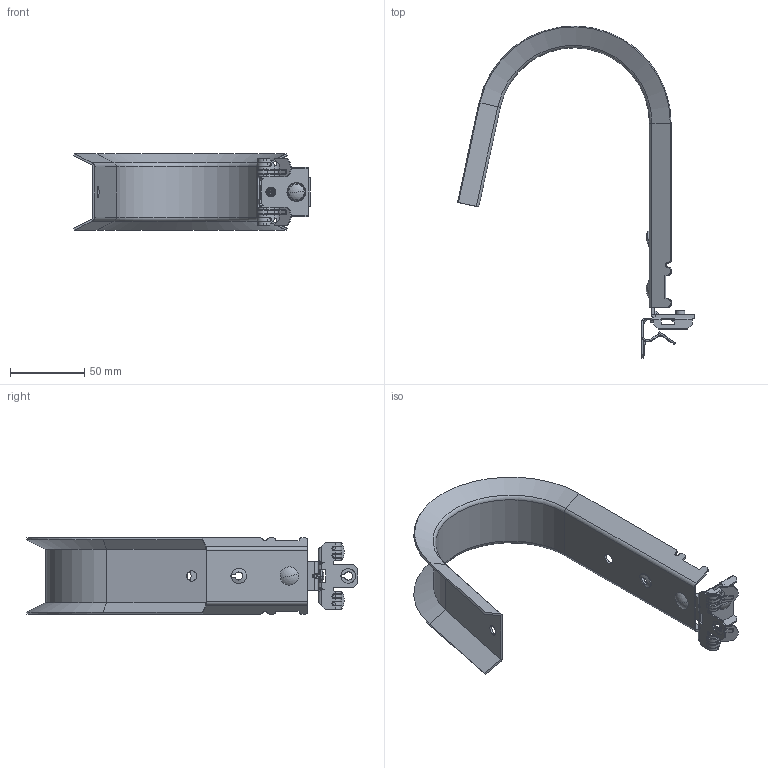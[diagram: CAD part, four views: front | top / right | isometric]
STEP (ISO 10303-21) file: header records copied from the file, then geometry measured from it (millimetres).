
FILE_DESCRIPTION (( 'STEP AP203' ), '1' );
FILE_NAME ('WJH64ACM24.STEP', '2024-03-05T08:39:49', ( '' ), ( '' ), 'SwSTEP 2.0', 'SolidWorks 2021', '' );
FILE_SCHEMA (( 'CONFIG_CONTROL_DESIGN' ));
Length unit declared in the file: millimetre
Products named in the file (5): AC.step; WJH64ACM24; WJH64.step; oval head semi-tubular rivets gb_GB_CONNECTING_PIECE_RIVET_OHSR 6X7; WM24.step
Assembly tree (5 placements, depth 2):
  WJH64ACM24
    AC.step
    oval head semi-tubular rivets gb_GB_CONNECTING_PIECE_RIVET_OHSR 6X7  x2
    WJH64.step
    WM24.step
Bounding box: 159.62 x 223.59 x 51.43 mm (x, y, z)
Volume: 36656.3 mm3; surface area: 56985.3 mm2
Topology: 5 solids, 5 shells, 413 faces, 1060 edges, 653 vertices
Faces by surface type: plane 166, cylinder 154, torus 51, bspline 24, cone 14, sphere 4
Entity records: 14793 total; most frequent: CARTESIAN_POINT 4611, ORIENTED_EDGE 2066, DIRECTION 2007, EDGE_CURVE 1033, AXIS2_PLACEMENT_3D 716, VERTEX_POINT 639, VECTOR 575, LINE 575
